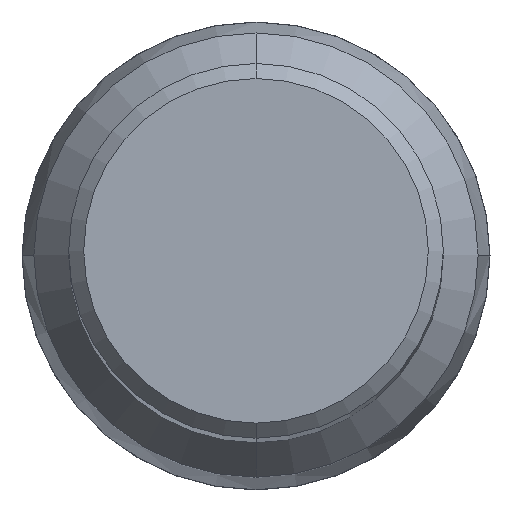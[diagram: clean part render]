
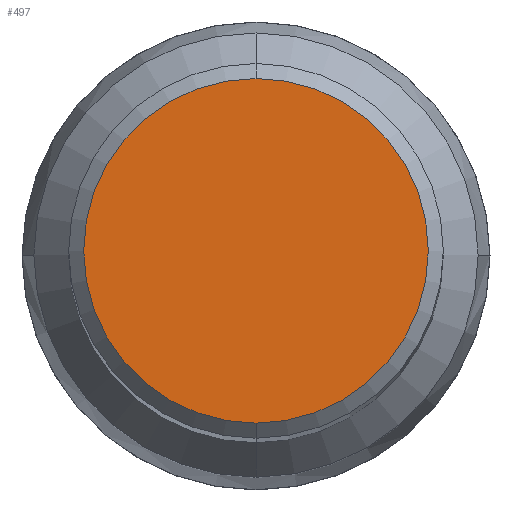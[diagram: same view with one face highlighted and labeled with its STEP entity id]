
A CAD part, top view. The second image highlights one B-rep face of the part: STEP entity #497.
In plain terms, the highlighted planar face has unit normal (0, 0, 1).
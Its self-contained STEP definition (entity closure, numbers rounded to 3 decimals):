
#481=VERTEX_POINT('',#998);
#497=ADVANCED_FACE('',(#1015),#1016,.T.);
#509=EDGE_CURVE('',#735,#481,#1028,.T.);
#639=EDGE_CURVE('',#481,#735,#1165,.T.);
#735=VERTEX_POINT('',#1274);
#998=CARTESIAN_POINT('',(0.0,11.5,0.0));
#1015=FACE_OUTER_BOUND('',#1723,.T.);
#1016=PLANE('',#1724);
#1028=CIRCLE('',#1741,11.5);
#1165=CIRCLE('',#2008,11.5);
#1274=CARTESIAN_POINT('',(0.,-11.5,0.0));
#1723=EDGE_LOOP('',(#2540,#2541));
#1724=AXIS2_PLACEMENT_3D('',#2542,#2543,#2544);
#1741=AXIS2_PLACEMENT_3D('',#2552,#2553,#2554);
#2008=AXIS2_PLACEMENT_3D('',#2682,#2683,#2684);
#2540=ORIENTED_EDGE('',*,*,#639,.F.);
#2541=ORIENTED_EDGE('',*,*,#509,.F.);
#2542=CARTESIAN_POINT('',(0.0,5.75,0.0));
#2543=DIRECTION('',(-0.0,0.0,1.0));
#2544=DIRECTION('',(0.0,-1.0,0.0));
#2552=CARTESIAN_POINT('',(0.0,0.0,0.0));
#2553=DIRECTION('',(0.0,0.0,-1.0));
#2554=DIRECTION('',(0.0,1.0,0.0));
#2682=CARTESIAN_POINT('',(0.0,0.0,0.0));
#2683=DIRECTION('',(0.0,0.0,-1.0));
#2684=DIRECTION('',(0.0,1.0,0.0));
